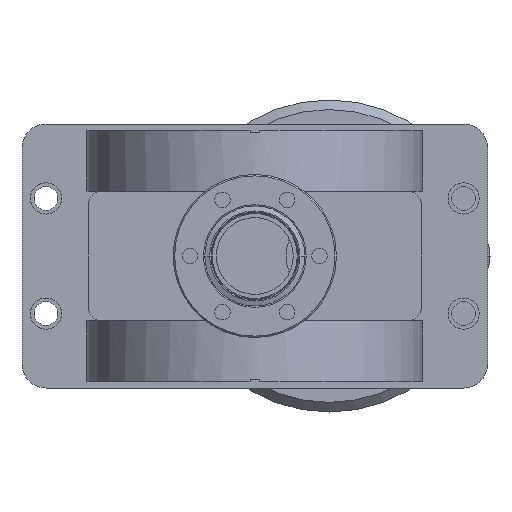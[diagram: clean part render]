
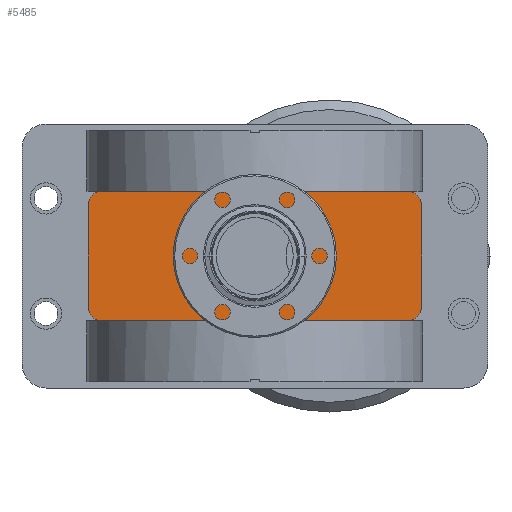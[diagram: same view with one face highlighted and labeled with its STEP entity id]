
A CAD part, front view. The second image highlights one B-rep face of the part: STEP entity #5485.
In plain terms, the highlighted planar face has unit normal (0, -1, 0).
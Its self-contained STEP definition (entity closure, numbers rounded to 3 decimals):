
#54 = VERTEX_POINT ( 'NONE', #1850 ) ;
#181 = EDGE_CURVE ( 'NONE', #2488, #13533, #9043, .T. ) ;
#263 = VERTEX_POINT ( 'NONE', #3306 ) ;
#316 = DIRECTION ( 'NONE',  ( 0.707, 0., 0.707 ) ) ;
#388 = EDGE_CURVE ( 'NONE', #4998, #263, #9396, .T. ) ;
#481 = DIRECTION ( 'NONE',  ( 0.707, 0., -0.707 ) ) ;
#639 = DIRECTION ( 'NONE',  ( 1., 0., 0. ) ) ;
#786 = DIRECTION ( 'NONE',  ( 0., 1., 0. ) ) ;
#862 = LINE ( 'NONE', #1945, #12536 ) ;
#925 = VECTOR ( 'NONE', #639, 1000. ) ;
#1062 = CARTESIAN_POINT ( 'NONE',  ( 9.5, -38.5, 13.5 ) ) ;
#1110 = CARTESIAN_POINT ( 'NONE',  ( 0., -38.5, 13.5 ) ) ;
#1341 = DIRECTION ( 'NONE',  ( 0., 1., 0. ) ) ;
#1370 = DIRECTION ( 'NONE',  ( -0.707, 0., 0.707 ) ) ;
#1439 = LINE ( 'NONE', #7427, #11520 ) ;
#1588 = VERTEX_POINT ( 'NONE', #6987 ) ;
#1850 = CARTESIAN_POINT ( 'NONE',  ( 31.75, -38.5, 27. ) ) ;
#1945 = CARTESIAN_POINT ( 'NONE',  ( -34.75, -38.5, 0. ) ) ;
#2195 = VERTEX_POINT ( 'NONE', #6706 ) ;
#2413 = AXIS2_PLACEMENT_3D ( 'NONE', #14688, #8828, #13530 ) ;
#2488 = VERTEX_POINT ( 'NONE', #8855 ) ;
#2541 = ORIENTED_EDGE ( 'NONE', *, *, #181, .F. ) ;
#2625 = DIRECTION ( 'NONE',  ( 0., 1., 0. ) ) ;
#2755 = CARTESIAN_POINT ( 'NONE',  ( 31.75, -38.5, 0. ) ) ;
#2763 = EDGE_CURVE ( 'NONE', #15079, #5108, #12316, .T. ) ;
#2786 = AXIS2_PLACEMENT_3D ( 'NONE', #10603, #4910, #1370 ) ;
#2968 = AXIS2_PLACEMENT_3D ( 'NONE', #4934, #2625, #9540 ) ;
#2971 = CARTESIAN_POINT ( 'NONE',  ( 34.75, -38.5, 24. ) ) ;
#3048 = ORIENTED_EDGE ( 'NONE', *, *, #14035, .T. ) ;
#3062 = EDGE_CURVE ( 'NONE', #1588, #5108, #12455, .T. ) ;
#3306 = CARTESIAN_POINT ( 'NONE',  ( -31.75, -38.5, 27. ) ) ;
#3439 = AXIS2_PLACEMENT_3D ( 'NONE', #9710, #1341, #6175 ) ;
#3488 = EDGE_CURVE ( 'NONE', #13168, #4114, #4125, .T. ) ;
#4003 = ORIENTED_EDGE ( 'NONE', *, *, #8456, .F. ) ;
#4093 = ORIENTED_EDGE ( 'NONE', *, *, #10826, .T. ) ;
#4114 = VERTEX_POINT ( 'NONE', #2971 ) ;
#4125 = CIRCLE ( 'NONE', #9780, 3. ) ;
#4340 = EDGE_LOOP ( 'NONE', ( #4003, #6714, #14291, #14465, #11234, #4379, #8585, #7479, #5674, #4799, #12825, #2541 ) ) ;
#4379 = ORIENTED_EDGE ( 'NONE', *, *, #3488, .F. ) ;
#4747 = CARTESIAN_POINT ( 'NONE',  ( -33.871, -38.5, 26.121 ) ) ;
#4781 = EDGE_CURVE ( 'NONE', #54, #13168, #6341, .T. ) ;
#4799 = ORIENTED_EDGE ( 'NONE', *, *, #5531, .F. ) ;
#4910 = DIRECTION ( 'NONE',  ( 0., 1., 0. ) ) ;
#4934 = CARTESIAN_POINT ( 'NONE',  ( 0., -38.5, 13.5 ) ) ;
#4975 = VERTEX_POINT ( 'NONE', #1062 ) ;
#4998 = VERTEX_POINT ( 'NONE', #4747 ) ;
#5108 = VERTEX_POINT ( 'NONE', #2755 ) ;
#5143 = AXIS2_PLACEMENT_3D ( 'NONE', #13609, #786, #12751 ) ;
#5366 = DIRECTION ( 'NONE',  ( 0., 1., 0. ) ) ;
#5485 = ADVANCED_FACE ( 'NONE', ( #9182, #12705 ), #12934, .T. ) ;
#5531 = EDGE_CURVE ( 'NONE', #13801, #4998, #14238, .T. ) ;
#5585 = AXIS2_PLACEMENT_3D ( 'NONE', #8688, #8461, #481 ) ;
#5674 = ORIENTED_EDGE ( 'NONE', *, *, #388, .F. ) ;
#5689 = CARTESIAN_POINT ( 'NONE',  ( 34.75, -38.5, 27. ) ) ;
#5786 = DIRECTION ( 'NONE',  ( 0., -1., 0. ) ) ;
#6142 = CARTESIAN_POINT ( 'NONE',  ( 31.75, -38.5, 24. ) ) ;
#6175 = DIRECTION ( 'NONE',  ( -0.707, 0., 0.707 ) ) ;
#6279 = CARTESIAN_POINT ( 'NONE',  ( 31.75, -38.5, 24. ) ) ;
#6341 = CIRCLE ( 'NONE', #6584, 3. ) ;
#6462 = CARTESIAN_POINT ( 'NONE',  ( 34.75, -38.5, 0. ) ) ;
#6584 = AXIS2_PLACEMENT_3D ( 'NONE', #6279, #10979, #8672 ) ;
#6706 = CARTESIAN_POINT ( 'NONE',  ( -9.5, -38.5, 13.5 ) ) ;
#6714 = ORIENTED_EDGE ( 'NONE', *, *, #2763, .T. ) ;
#6987 = CARTESIAN_POINT ( 'NONE',  ( 33.871, -38.5, 0.879 ) ) ;
#7427 = CARTESIAN_POINT ( 'NONE',  ( -34.75, -38.5, 27. ) ) ;
#7479 = ORIENTED_EDGE ( 'NONE', *, *, #13831, .T. ) ;
#7517 = DIRECTION ( 'NONE',  ( -0.707, 0., -0.707 ) ) ;
#7568 = CARTESIAN_POINT ( 'NONE',  ( -34.75, -38.5, 24. ) ) ;
#7761 = CARTESIAN_POINT ( 'NONE',  ( 33.871, -38.5, 26.121 ) ) ;
#7942 = VERTEX_POINT ( 'NONE', #13946 ) ;
#8456 = EDGE_CURVE ( 'NONE', #15079, #2488, #11827, .T. ) ;
#8461 = DIRECTION ( 'NONE',  ( 0., 1., 0. ) ) ;
#8585 = ORIENTED_EDGE ( 'NONE', *, *, #4781, .F. ) ;
#8672 = DIRECTION ( 'NONE',  ( 0.707, 0., 0.707 ) ) ;
#8688 = CARTESIAN_POINT ( 'NONE',  ( 31.75, -38.5, 3. ) ) ;
#8828 = DIRECTION ( 'NONE',  ( 0., 1., 0. ) ) ;
#8855 = CARTESIAN_POINT ( 'NONE',  ( -33.871, -38.5, 0.879 ) ) ;
#9043 = CIRCLE ( 'NONE', #2413, 3. ) ;
#9182 = FACE_BOUND ( 'NONE', #11341, .T. ) ;
#9328 = EDGE_CURVE ( 'NONE', #13801, #13533, #862, .T. ) ;
#9396 = CIRCLE ( 'NONE', #2786, 3. ) ;
#9540 = DIRECTION ( 'NONE',  ( 1., 0., 0. ) ) ;
#9710 = CARTESIAN_POINT ( 'NONE',  ( -31.75, -38.5, 24. ) ) ;
#9780 = AXIS2_PLACEMENT_3D ( 'NONE', #6142, #13431, #316 ) ;
#9856 = CIRCLE ( 'NONE', #2968, 9.5 ) ;
#10055 = AXIS2_PLACEMENT_3D ( 'NONE', #1110, #5786, #15175 ) ;
#10220 = DIRECTION ( 'NONE',  ( 0., 0., 1. ) ) ;
#10603 = CARTESIAN_POINT ( 'NONE',  ( -31.75, -38.5, 24. ) ) ;
#10826 = EDGE_CURVE ( 'NONE', #4975, #2195, #9856, .T. ) ;
#10892 = CARTESIAN_POINT ( 'NONE',  ( -31.75, -38.5, 0. ) ) ;
#10897 = DIRECTION ( 'NONE',  ( -1., 0., 0. ) ) ;
#10979 = DIRECTION ( 'NONE',  ( 0., 1., 0. ) ) ;
#11092 = AXIS2_PLACEMENT_3D ( 'NONE', #13442, #13602, #7517 ) ;
#11114 = EDGE_CURVE ( 'NONE', #7942, #4114, #13848, .T. ) ;
#11234 = ORIENTED_EDGE ( 'NONE', *, *, #11114, .T. ) ;
#11341 = EDGE_LOOP ( 'NONE', ( #4093, #3048 ) ) ;
#11360 = DIRECTION ( 'NONE',  ( 0.707, 0., -0.707 ) ) ;
#11520 = VECTOR ( 'NONE', #10897, 1000. ) ;
#11827 = CIRCLE ( 'NONE', #11092, 3. ) ;
#12316 = LINE ( 'NONE', #6462, #925 ) ;
#12416 = EDGE_CURVE ( 'NONE', #7942, #1588, #14748, .T. ) ;
#12428 = CARTESIAN_POINT ( 'NONE',  ( 31.75, -38.5, 3. ) ) ;
#12455 = CIRCLE ( 'NONE', #5585, 3. ) ;
#12533 = AXIS2_PLACEMENT_3D ( 'NONE', #12428, #5366, #11360 ) ;
#12536 = VECTOR ( 'NONE', #14918, 1000. ) ;
#12705 = FACE_OUTER_BOUND ( 'NONE', #4340, .T. ) ;
#12751 = DIRECTION ( 'NONE',  ( 1., 0., 0. ) ) ;
#12825 = ORIENTED_EDGE ( 'NONE', *, *, #9328, .T. ) ;
#12934 = PLANE ( 'NONE',  #10055 ) ;
#13168 = VERTEX_POINT ( 'NONE', #7761 ) ;
#13431 = DIRECTION ( 'NONE',  ( 0., 1., 0. ) ) ;
#13442 = CARTESIAN_POINT ( 'NONE',  ( -31.75, -38.5, 3. ) ) ;
#13530 = DIRECTION ( 'NONE',  ( -0.707, 0., -0.707 ) ) ;
#13533 = VERTEX_POINT ( 'NONE', #13824 ) ;
#13602 = DIRECTION ( 'NONE',  ( 0., 1., 0. ) ) ;
#13609 = CARTESIAN_POINT ( 'NONE',  ( 0., -38.5, 13.5 ) ) ;
#13801 = VERTEX_POINT ( 'NONE', #7568 ) ;
#13824 = CARTESIAN_POINT ( 'NONE',  ( -34.75, -38.5, 3. ) ) ;
#13831 = EDGE_CURVE ( 'NONE', #54, #263, #1439, .T. ) ;
#13848 = LINE ( 'NONE', #5689, #14280 ) ;
#13946 = CARTESIAN_POINT ( 'NONE',  ( 34.75, -38.5, 3. ) ) ;
#14035 = EDGE_CURVE ( 'NONE', #2195, #4975, #14958, .T. ) ;
#14238 = CIRCLE ( 'NONE', #3439, 3. ) ;
#14280 = VECTOR ( 'NONE', #10220, 1000. ) ;
#14291 = ORIENTED_EDGE ( 'NONE', *, *, #3062, .F. ) ;
#14465 = ORIENTED_EDGE ( 'NONE', *, *, #12416, .F. ) ;
#14688 = CARTESIAN_POINT ( 'NONE',  ( -31.75, -38.5, 3. ) ) ;
#14748 = CIRCLE ( 'NONE', #12533, 3. ) ;
#14918 = DIRECTION ( 'NONE',  ( 0., 0., -1. ) ) ;
#14958 = CIRCLE ( 'NONE', #5143, 9.5 ) ;
#15079 = VERTEX_POINT ( 'NONE', #10892 ) ;
#15175 = DIRECTION ( 'NONE',  ( -1., 0., 0. ) ) ;
